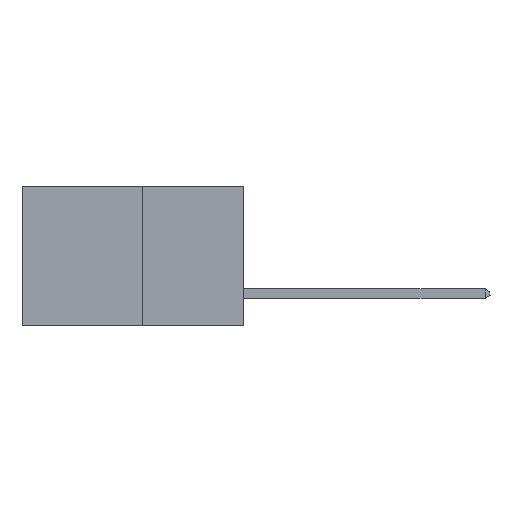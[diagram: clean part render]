
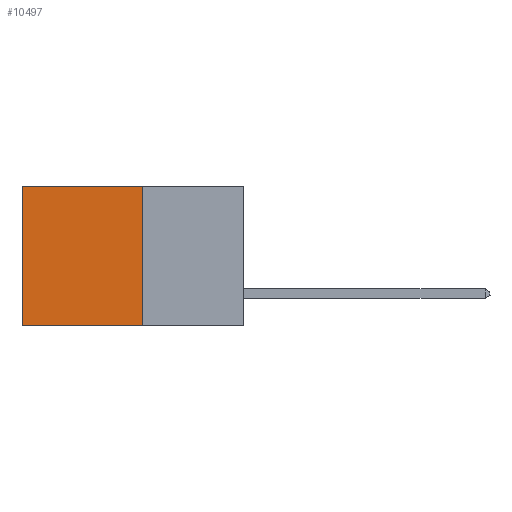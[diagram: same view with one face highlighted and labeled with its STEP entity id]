
A CAD part, left-side view. The second image highlights one B-rep face of the part: STEP entity #10497.
In plain terms, the highlighted planar face has unit normal (-1, 0, 0).
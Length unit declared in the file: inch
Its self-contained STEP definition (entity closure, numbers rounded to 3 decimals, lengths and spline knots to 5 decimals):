
#876 = LINE ( 'NONE', #11525, #1248 ) ;
#986 = VECTOR ( 'NONE', #13144, 39.37008 ) ;
#1090 = ORIENTED_EDGE ( 'NONE', *, *, #2965, .T. ) ;
#1248 = VECTOR ( 'NONE', #7121, 39.37008 ) ;
#1979 = DIRECTION ( 'NONE',  ( 0., 0., -1. ) ) ;
#2486 = CARTESIAN_POINT ( 'NONE',  ( 0.277, 0.27, -0.37 ) ) ;
#2884 = VERTEX_POINT ( 'NONE', #11215 ) ;
#2929 = ORIENTED_EDGE ( 'NONE', *, *, #11956, .F. ) ;
#2965 = EDGE_CURVE ( 'NONE', #10838, #6082, #876, .T. ) ;
#3940 = LINE ( 'NONE', #2486, #986 ) ;
#4254 = DIRECTION ( 'NONE',  ( 1., 0., 0. ) ) ;
#4537 = ORIENTED_EDGE ( 'NONE', *, *, #9832, .F. ) ;
#4916 = AXIS2_PLACEMENT_3D ( 'NONE', #10708, #4254, #11718 ) ;
#5822 = CARTESIAN_POINT ( 'NONE',  ( 0.277, 0.59, 0. ) ) ;
#6082 = VERTEX_POINT ( 'NONE', #5822 ) ;
#7121 = DIRECTION ( 'NONE',  ( 0., 1., 0. ) ) ;
#7394 = CARTESIAN_POINT ( 'NONE',  ( 0.277, 0.59, -0.37 ) ) ;
#7553 = DIRECTION ( 'NONE',  ( 0., 1., 0. ) ) ;
#8151 = CARTESIAN_POINT ( 'NONE',  ( 0.277, 0.27, 0. ) ) ;
#8492 = VECTOR ( 'NONE', #1979, 39.37008 ) ;
#8821 = LINE ( 'NONE', #10574, #8492 ) ;
#9666 = PLANE ( 'NONE',  #4916 ) ;
#9832 = EDGE_CURVE ( 'NONE', #2884, #12297, #13496, .T. ) ;
#10099 = ORIENTED_EDGE ( 'NONE', *, *, #14005, .T. ) ;
#10497 = ADVANCED_FACE ( 'NONE', ( #13736 ), #9666, .F. ) ;
#10574 = CARTESIAN_POINT ( 'NONE',  ( 0.277, 0.59, -0.37 ) ) ;
#10708 = CARTESIAN_POINT ( 'NONE',  ( 0.277, 0.27, -0.37 ) ) ;
#10838 = VERTEX_POINT ( 'NONE', #8151 ) ;
#11070 = VECTOR ( 'NONE', #7553, 39.37008 ) ;
#11215 = CARTESIAN_POINT ( 'NONE',  ( 0.277, 0.27, -0.37 ) ) ;
#11525 = CARTESIAN_POINT ( 'NONE',  ( 0.277, 0.27, 0. ) ) ;
#11718 = DIRECTION ( 'NONE',  ( 0., 0., -1. ) ) ;
#11739 = CARTESIAN_POINT ( 'NONE',  ( 0.277, 0.27, -0.37 ) ) ;
#11956 = EDGE_CURVE ( 'NONE', #10838, #2884, #3940, .T. ) ;
#12297 = VERTEX_POINT ( 'NONE', #7394 ) ;
#13144 = DIRECTION ( 'NONE',  ( 0., 0., -1. ) ) ;
#13496 = LINE ( 'NONE', #11739, #11070 ) ;
#13736 = FACE_OUTER_BOUND ( 'NONE', #13988, .T. ) ;
#13988 = EDGE_LOOP ( 'NONE', ( #10099, #4537, #2929, #1090 ) ) ;
#14005 = EDGE_CURVE ( 'NONE', #6082, #12297, #8821, .T. ) ;
